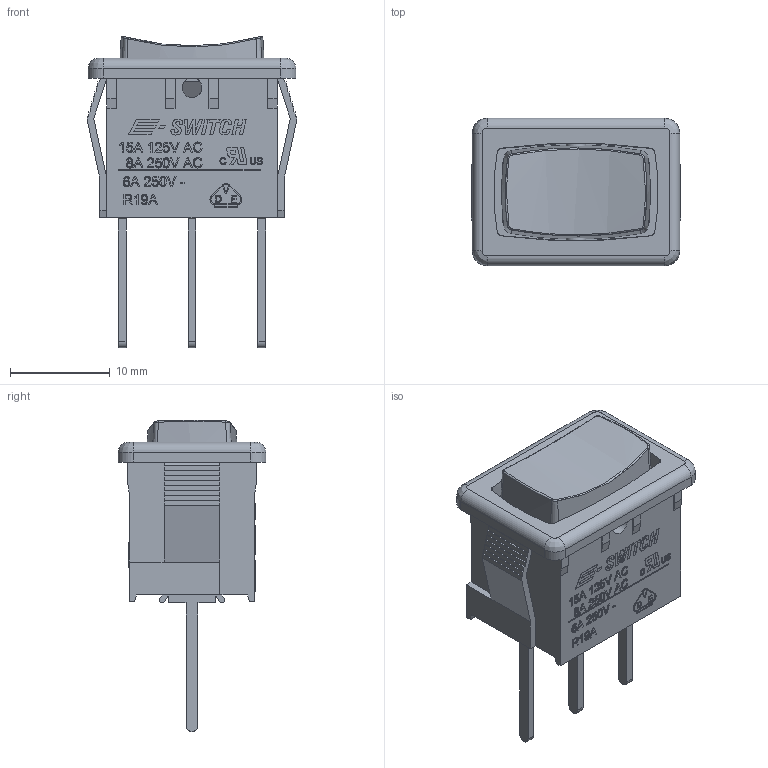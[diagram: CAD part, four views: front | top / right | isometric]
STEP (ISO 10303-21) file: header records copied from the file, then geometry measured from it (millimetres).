
FILE_DESCRIPTION((' '),'2;1');
FILE_NAME('R1966DxxxxxxEP.stp','2017-07-28T09:54:16',(' '),(' '),' ','ACIS',' ');
FILE_SCHEMA(('CONFIG_CONTROL_DESIGN'));
Length unit declared in the file: inch
Products named in the file (1): R1966DxxxxxxEP.stp
Bounding box: 20.94 x 14.8 x 31.2 mm (x, y, z)
Volume: 2233.1 mm3; surface area: 3337.8 mm2
Topology: 1 solids, 1 shells, 899 faces, 2374 edges, 1550 vertices
Faces by surface type: plane 549, bspline 295, cylinder 47, cone 8
Full cylindrical faces by diameter (mm): 2 x4
Entity records: 29503 total; most frequent: CARTESIAN_POINT 9123, ORIENTED_EDGE 4740, DIRECTION 3103, EDGE_CURVE 2370, VECTOR 1649, LINE 1649, VERTEX_POINT 1548, EDGE_LOOP 984
